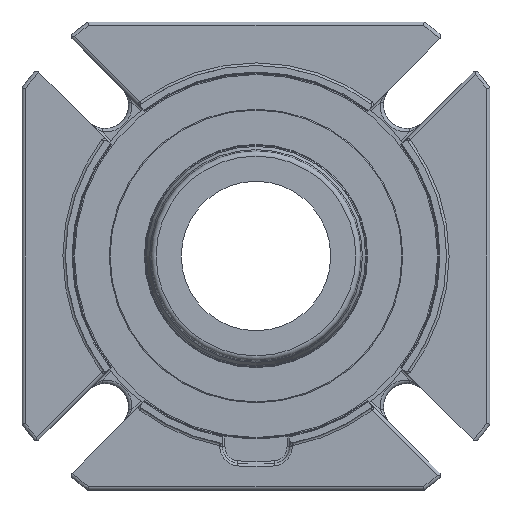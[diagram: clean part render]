
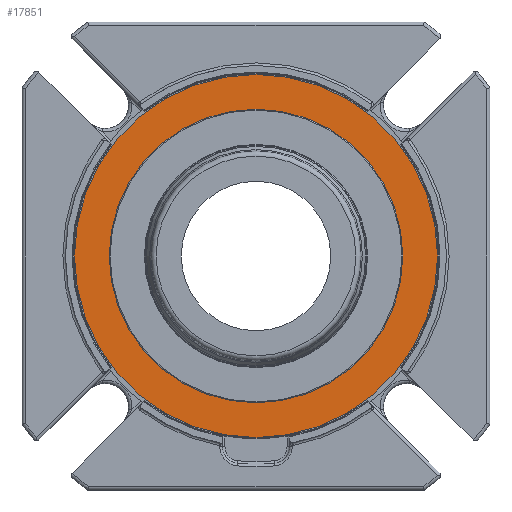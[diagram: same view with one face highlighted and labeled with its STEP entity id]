
A CAD part, left-side view. The second image highlights one B-rep face of the part: STEP entity #17851.
In plain terms, the highlighted planar face has unit normal (-1, 0, 0).
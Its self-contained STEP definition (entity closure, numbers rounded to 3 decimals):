
#3873=PLANE('',#19497);
#9122=ORIENTED_EDGE('',*,*,#11846,.F.);
#9123=ORIENTED_EDGE('',*,*,#11845,.T.);
#11845=EDGE_CURVE('',#13614,#13614,#14309,.T.);
#11846=EDGE_CURVE('',#13615,#13615,#14310,.F.);
#13614=VERTEX_POINT('',#33535);
#13615=VERTEX_POINT('',#33538);
#14309=CIRCLE('',#19496,54.);
#14310=CIRCLE('',#19498,43.65);
#15406=EDGE_LOOP('',(#9122));
#15407=EDGE_LOOP('',(#9123));
#16511=FACE_BOUND('',#15406,.T.);
#16512=FACE_BOUND('',#15407,.T.);
#17851=ADVANCED_FACE('',(#16511,#16512),#3873,.F.);
#19496=AXIS2_PLACEMENT_3D('',#33534,#24005,#24006);
#19497=AXIS2_PLACEMENT_3D('',#33536,#24007,#24008);
#19498=AXIS2_PLACEMENT_3D('',#33537,#24009,#24010);
#24005=DIRECTION('',(-1.,0.,0.));
#24006=DIRECTION('',(0.,0.,1.));
#24007=DIRECTION('',(1.,0.,0.));
#24008=DIRECTION('',(0.,0.,-1.));
#24009=DIRECTION('',(1.,0.,0.));
#24010=DIRECTION('',(0.,0.,-1.));
#33534=CARTESIAN_POINT('',(42.443,0.,0.));
#33535=CARTESIAN_POINT('',(42.443,0.,54.));
#33536=CARTESIAN_POINT('',(42.443,0.,54.));
#33537=CARTESIAN_POINT('',(42.443,0.,0.));
#33538=CARTESIAN_POINT('',(42.443,0.,-43.65));
